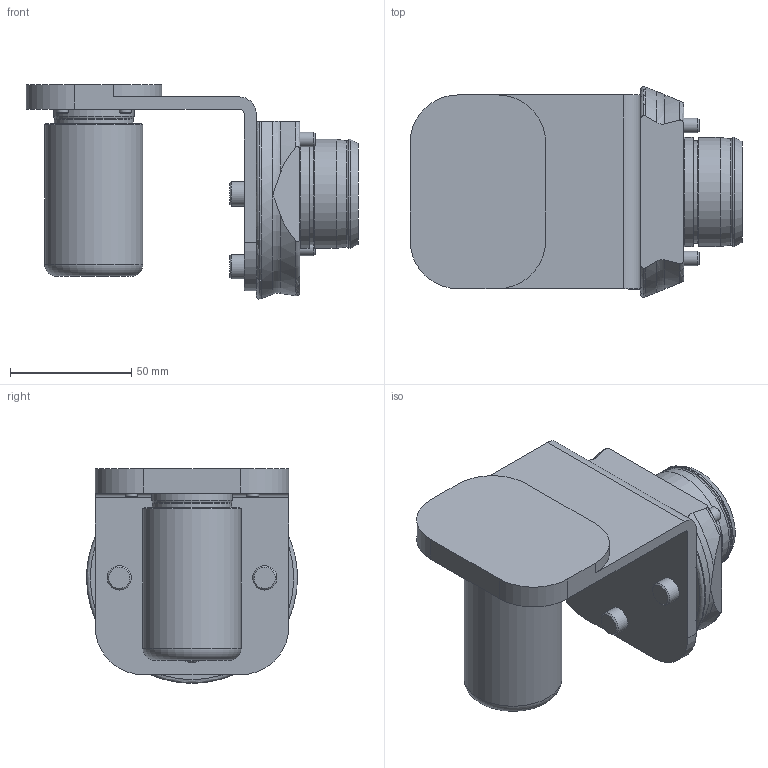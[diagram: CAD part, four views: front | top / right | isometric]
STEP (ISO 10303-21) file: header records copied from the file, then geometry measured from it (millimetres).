
FILE_DESCRIPTION(/* description */ (''),/* implementation_level */ '2;1');
FILE_NAME(/* name */ 'W7040046_stp.stp',/* time_stamp */ '2013-02-05T13:58:53+01:00',/* author */ (''),/* organization */ (''),/* preprocessor_version */ 'ST-DEVELOPER v11',/* originating_system */ 'SIEMENS PLM Software NX 7.5',/* authorisation */ '');
FILE_SCHEMA (('AUTOMOTIVE_DESIGN { 1 0 10303 214 1 1 1 1 }'));
Length unit declared in the file: millimetre
Products named in the file (1): furtCD71qtbn
Bounding box: 137 x 86.89 x 88.44 mm (x, y, z)
Volume: 300531.3 mm3; surface area: 48127.6 mm2
Topology: 1 solids, 1 shells, 90 faces, 204 edges, 130 vertices
Faces by surface type: plane 33, cylinder 25, cone 17, torus 15
Full cylindrical faces by diameter (mm): 5 x4, 6 x2, 10 x3, 30.623 x1, 32.6 x1, 33.2 x1, 40.5 x1, 42.1 x1, 45 x3
Entity records: 2415 total; most frequent: CARTESIAN_POINT 563, DIRECTION 408, ORIENTED_EDGE 304, AXIS2_PLACEMENT_3D 183, EDGE_CURVE 152, EDGE_LOOP 143, VERTEX_POINT 117, FACE_BOUND 98
